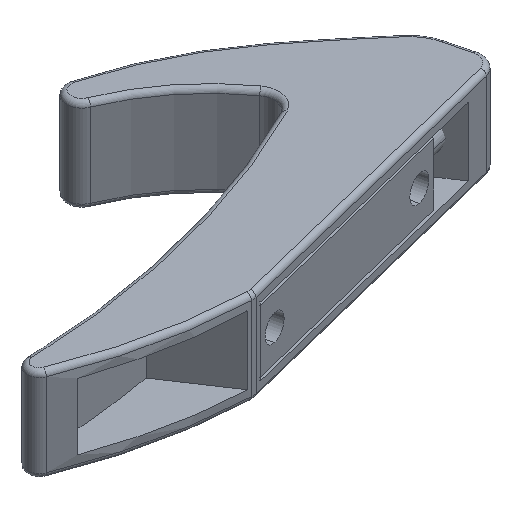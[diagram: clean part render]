
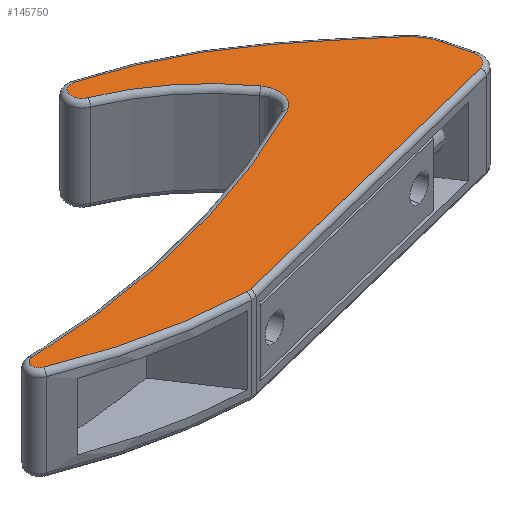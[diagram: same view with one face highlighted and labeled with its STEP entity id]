
A CAD part, isometric view. The second image highlights one B-rep face of the part: STEP entity #145750.
In plain terms, the highlighted planar face has unit normal (0, 0, 1).
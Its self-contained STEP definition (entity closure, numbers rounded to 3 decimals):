
#3440=CARTESIAN_POINT('',(164.172,28.845,
0.));
#3450=VERTEX_POINT('',#3440);
#3480=CARTESIAN_POINT('',(157.186,27.103,
0.));
#3490=DIRECTION('',(0.,0.,1.));
#3500=DIRECTION('',(1.,0.,0.));
#3510=AXIS2_PLACEMENT_3D('',#3480,#3490,#3500);
#3520=CIRCLE('',#3510,7.2);
#3530=CARTESIAN_POINT('',(161.89,32.554,
0.));
#3540=VERTEX_POINT('',#3530);
#3550=EDGE_CURVE('',#3450,#3540,#3520,.T.);
#144630=CARTESIAN_POINT('',(0.,0.,
0.));
#144640=DIRECTION('',(0.,0.,1.));
#144650=DIRECTION('',(1.,0.,0.));
#144660=AXIS2_PLACEMENT_3D('',#144630,#144640,#144650);
#144670=PLANE('',#144660);
#144680=CARTESIAN_POINT('',(112.814,-5.81,
0.));
#144690=DIRECTION('',(0.,0.,1.));
#144700=DIRECTION('',(1.,0.,0.));
#144710=AXIS2_PLACEMENT_3D('',#144680,#144690,#144700);
#144720=CIRCLE('',#144710,60.77);
#144730=CARTESIAN_POINT('',(149.889,42.341,
0.));
#144740=VERTEX_POINT('',#144730);
#144750=CARTESIAN_POINT('',(128.981,52.77,
0.));
#144760=VERTEX_POINT('',#144750);
#144770=EDGE_CURVE('',#144740,#144760,#144720,.T.);
#144780=ORIENTED_EDGE('',*,*,#144770,.T.);
#144790=CARTESIAN_POINT('',(-19.315,-177.411,
0.));
#144800=DIRECTION('',(0.,0.,1.));
#144810=DIRECTION('',(1.,0.,0.));
#144820=AXIS2_PLACEMENT_3D('',#144790,#144800,#144810);
#144830=CIRCLE('',#144820,277.346);
#144840=EDGE_CURVE('',#3540,#144740,#144830,.T.);
#144850=ORIENTED_EDGE('',*,*,#144840,.T.);
#144860=ORIENTED_EDGE('',*,*,#3550,.T.);
#144870=CARTESIAN_POINT('',(171.364,0.,
0.));
#144880=DIRECTION('',(0.242,-0.97,
0.));
#144890=VECTOR('',#144880,1.);
#144900=LINE('',#144870,#144890);
#144910=CARTESIAN_POINT('',(165.201,24.719,
0.));
#144920=VERTEX_POINT('',#144910);
#144930=EDGE_CURVE('',#3450,#144920,#144900,.T.);
#144940=ORIENTED_EDGE('',*,*,#144930,.F.);
#144950=CARTESIAN_POINT('',(163.067,24.186,
0.));
#144960=DIRECTION('',(0.,0.,1.));
#144970=DIRECTION('',(1.,0.,0.));
#144980=AXIS2_PLACEMENT_3D('',#144950,#144960,#144970);
#144990=CIRCLE('',#144980,2.2);
#145000=CARTESIAN_POINT('',(163.599,22.052,
0.));
#145010=VERTEX_POINT('',#145000);
#145020=EDGE_CURVE('',#145010,#144920,#144990,.T.);
#145030=ORIENTED_EDGE('',*,*,#145020,.T.);
#145040=CARTESIAN_POINT('',(0.,-18.738,
0.));
#145050=DIRECTION('',(-0.97,-0.242,
0.));
#145060=VECTOR('',#145050,1.);
#145070=LINE('',#145040,#145060);
#145080=CARTESIAN_POINT('',(114.219,9.74,
0.));
#145090=VERTEX_POINT('',#145080);
#145100=EDGE_CURVE('',#145010,#145090,#145070,.T.);
#145110=ORIENTED_EDGE('',*,*,#145100,.F.);
#145120=CARTESIAN_POINT('',(113.686,11.874,
0.));
#145130=DIRECTION('',(0.,0.,1.));
#145140=DIRECTION('',(1.,0.,0.));
#145150=AXIS2_PLACEMENT_3D('',#145120,#145130,#145140);
#145160=CIRCLE('',#145150,2.2);
#145170=CARTESIAN_POINT('',(113.605,9.676,
0.));
#145180=VERTEX_POINT('',#145170);
#145190=EDGE_CURVE('',#145180,#145090,#145160,.T.);
#145200=ORIENTED_EDGE('',*,*,#145190,.T.);
#145210=CARTESIAN_POINT('',(116.487,87.823,
0.));
#145220=DIRECTION('',(0.,0.,1.));
#145230=DIRECTION('',(1.,0.,0.));
#145240=AXIS2_PLACEMENT_3D('',#145210,#145220,#145230);
#145250=CIRCLE('',#145240,78.2);
#145260=CARTESIAN_POINT('',(86.729,15.506,
0.));
#145270=VERTEX_POINT('',#145260);
#145280=EDGE_CURVE('',#145270,#145180,#145250,.T.);
#145290=ORIENTED_EDGE('',*,*,#145280,.T.);
#145300=CARTESIAN_POINT('',(87.185,16.616,
0.));
#145310=DIRECTION('',(0.,0.,-1.));
#145320=DIRECTION('',(-1.,0.,0.));
#145330=AXIS2_PLACEMENT_3D('',#145300,#145310,#145320);
#145340=CIRCLE('',#145330,1.2);
#145350=CARTESIAN_POINT('',(87.151,17.815,
0.));
#145360=VERTEX_POINT('',#145350);
#145370=EDGE_CURVE('',#145270,#145360,#145340,.T.);
#145380=ORIENTED_EDGE('',*,*,#145370,.F.);
#145390=CARTESIAN_POINT('',(83.463,148.563,
0.));
#145400=DIRECTION('',(0.,0.,-1.));
#145410=DIRECTION('',(-1.,0.,0.));
#145420=AXIS2_PLACEMENT_3D('',#145390,#145400,#145410);
#145430=CIRCLE('',#145420,130.8);
#145440=CARTESIAN_POINT('',(142.076,31.631,
0.));
#145450=VERTEX_POINT('',#145440);
#145460=EDGE_CURVE('',#145450,#145360,#145430,.T.);
#145470=ORIENTED_EDGE('',*,*,#145460,.T.);
#145480=CARTESIAN_POINT('',(140.373,35.028,
0.));
#145490=DIRECTION('',(0.,0.,-1.));
#145500=DIRECTION('',(-1.,0.,0.));
#145510=AXIS2_PLACEMENT_3D('',#145480,#145490,#145500);
#145520=CIRCLE('',#145510,3.8);
#145530=CARTESIAN_POINT('',(143.465,37.238,
0.));
#145540=VERTEX_POINT('',#145530);
#145550=EDGE_CURVE('',#145540,#145450,#145520,.T.);
#145560=ORIENTED_EDGE('',*,*,#145550,.T.);
#145570=CARTESIAN_POINT('',(114.341,16.419,
0.));
#145580=DIRECTION('',(0.,0.,1.));
#145590=DIRECTION('',(1.,0.,0.));
#145600=AXIS2_PLACEMENT_3D('',#145570,#145580,#145590);
#145610=CIRCLE('',#145600,35.8);
#145620=CARTESIAN_POINT('',(127.886,49.558,
0.));
#145630=VERTEX_POINT('',#145620);
#145640=EDGE_CURVE('',#145540,#145630,#145610,.T.);
#145650=ORIENTED_EDGE('',*,*,#145640,.F.);
#145660=CARTESIAN_POINT('',(128.529,51.131,
0.));
#145670=DIRECTION('',(0.,0.,1.));
#145680=DIRECTION('',(1.,0.,0.));
#145690=AXIS2_PLACEMENT_3D('',#145660,#145670,#145680);
#145700=CIRCLE('',#145690,1.7);
#145710=EDGE_CURVE('',#144760,#145630,#145700,.T.);
#145720=ORIENTED_EDGE('',*,*,#145710,.T.);
#145730=EDGE_LOOP('',(#145720,#145650,#145560,#145470,#145380,#145290,
#145200,#145110,#145030,#144940,#144860,#144850,#144780));
#145740=FACE_OUTER_BOUND('',#145730,.T.);
#145750=ADVANCED_FACE('',(#145740),#144670,.T.);
